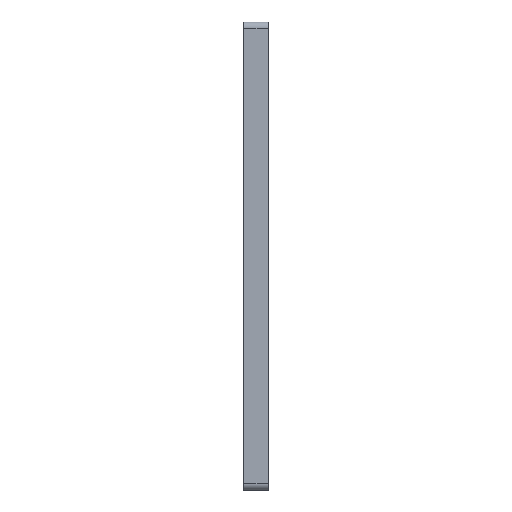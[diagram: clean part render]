
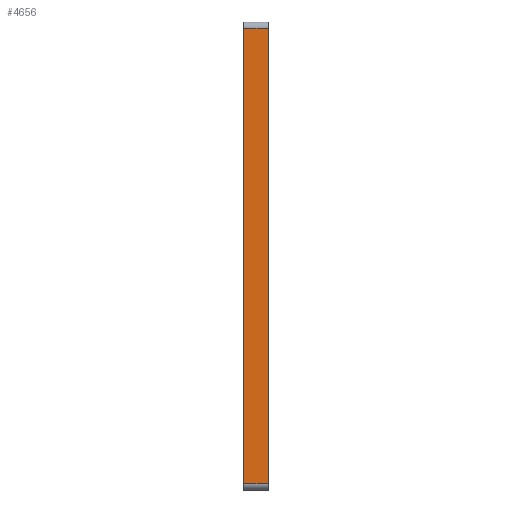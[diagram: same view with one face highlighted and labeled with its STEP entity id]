
A CAD part, left-side view. The second image highlights one B-rep face of the part: STEP entity #4656.
In plain terms, the highlighted planar face has unit normal (-1, 0, 0).
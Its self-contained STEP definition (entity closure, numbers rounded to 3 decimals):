
#673 = ORIENTED_EDGE ( 'NONE', *, *, #6486, .T. ) ;
#1095 = ORIENTED_EDGE ( 'NONE', *, *, #12341, .T. ) ;
#1204 = EDGE_CURVE ( 'NONE', #9519, #4402, #6350, .T. ) ;
#1888 = DIRECTION ( 'NONE',  ( 0., 0., -1. ) ) ;
#2081 = CARTESIAN_POINT ( 'NONE',  ( -75., 8., 73. ) ) ;
#3265 = ORIENTED_EDGE ( 'NONE', *, *, #3461, .F. ) ;
#3274 = DIRECTION ( 'NONE',  ( 0., 0., 1. ) ) ;
#3369 = CARTESIAN_POINT ( 'NONE',  ( -75., 8., 73. ) ) ;
#3375 = CARTESIAN_POINT ( 'NONE',  ( -75., 0., -75. ) ) ;
#3461 = EDGE_CURVE ( 'NONE', #6769, #4402, #6145, .T. ) ;
#3722 = VECTOR ( 'NONE', #11504, 1000. ) ;
#4023 = CARTESIAN_POINT ( 'NONE',  ( -75., 0., 73. ) ) ;
#4185 = VECTOR ( 'NONE', #8805, 1000. ) ;
#4402 = VERTEX_POINT ( 'NONE', #3369 ) ;
#4417 = DIRECTION ( 'NONE',  ( 0., 1., 0. ) ) ;
#4656 = ADVANCED_FACE ( 'NONE', ( #13828 ), #6301, .F. ) ;
#4712 = AXIS2_PLACEMENT_3D ( 'NONE', #5197, #13997, #1888 ) ;
#5048 = CARTESIAN_POINT ( 'NONE',  ( -75., 0., -73. ) ) ;
#5197 = CARTESIAN_POINT ( 'NONE',  ( -75., 8., -75. ) ) ;
#5470 = ORIENTED_EDGE ( 'NONE', *, *, #1204, .T. ) ;
#6145 = LINE ( 'NONE', #13897, #3722 ) ;
#6301 = PLANE ( 'NONE',  #4712 ) ;
#6350 = LINE ( 'NONE', #2081, #8756 ) ;
#6486 = EDGE_CURVE ( 'NONE', #6769, #7338, #9677, .T. ) ;
#6769 = VERTEX_POINT ( 'NONE', #13759 ) ;
#7338 = VERTEX_POINT ( 'NONE', #5048 ) ;
#8756 = VECTOR ( 'NONE', #4417, 1000. ) ;
#8805 = DIRECTION ( 'NONE',  ( 0., -1., 0. ) ) ;
#9519 = VERTEX_POINT ( 'NONE', #4023 ) ;
#9677 = LINE ( 'NONE', #13292, #4185 ) ;
#10340 = LINE ( 'NONE', #3375, #13246 ) ;
#10603 = EDGE_LOOP ( 'NONE', ( #3265, #673, #1095, #5470 ) ) ;
#11504 = DIRECTION ( 'NONE',  ( 0., 0., 1. ) ) ;
#12341 = EDGE_CURVE ( 'NONE', #7338, #9519, #10340, .T. ) ;
#13246 = VECTOR ( 'NONE', #3274, 1000. ) ;
#13292 = CARTESIAN_POINT ( 'NONE',  ( -75., 8., -73. ) ) ;
#13759 = CARTESIAN_POINT ( 'NONE',  ( -75., 8., -73. ) ) ;
#13828 = FACE_OUTER_BOUND ( 'NONE', #10603, .T. ) ;
#13897 = CARTESIAN_POINT ( 'NONE',  ( -75., 8., -75. ) ) ;
#13997 = DIRECTION ( 'NONE',  ( 1., 0., 0. ) ) ;
